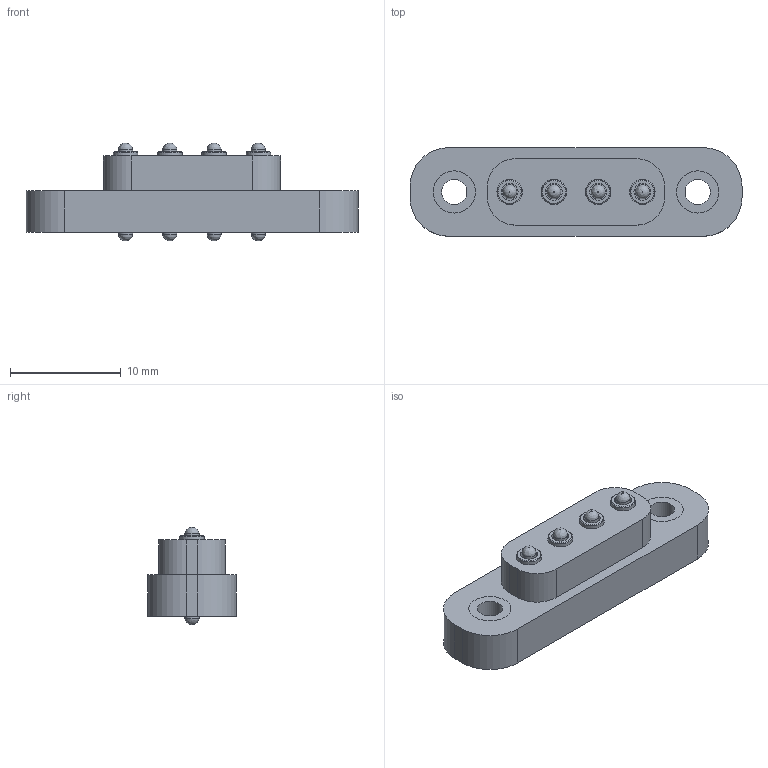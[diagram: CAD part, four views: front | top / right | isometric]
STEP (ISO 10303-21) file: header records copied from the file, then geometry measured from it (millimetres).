
FILE_DESCRIPTION(/* description */ (''),/* implementation_level */ '2;1');
FILE_NAME(/* name */ 'Mill Max - 858-22-004-80-012101.step',/* time_stamp */ '2021-09-12T00:59:23+02:00',/* author */ (''),/* organization */ (''),/* preprocessor_version */ 'ST-DEVELOPER v18.1',/* originating_system */ 'Autodesk Translation Framework v10.10.0.1391',/* authorisation */ '');
FILE_SCHEMA (('AUTOMOTIVE_DESIGN { 1 0 10303 214 3 1 1 }'));
Length unit declared in the file: millimetre
Products named in the file (1): Mill Max -  858-22-004-80-012101
Bounding box: 30 x 8 x 8.81 mm (x, y, z)
Volume: 1104.9 mm3; surface area: 1702.5 mm2
Topology: 7 solids, 7 shells, 109 faces, 194 edges, 124 vertices
Faces by surface type: plane 47, cylinder 46, cone 8, bspline 8
Full cylindrical faces by diameter (mm): 1.27 x8, 1.524 x8, 2.21 x4, 2.271 x2, 2.286 x4, 3.394 x4, 3.5 x4, 3.81 x4
Entity records: 2925 total; most frequent: CARTESIAN_POINT 636, DIRECTION 514, ORIENTED_EDGE 388, AXIS2_PLACEMENT_3D 218, EDGE_CURVE 194, EDGE_LOOP 150, VERTEX_POINT 124, CIRCLE 116
